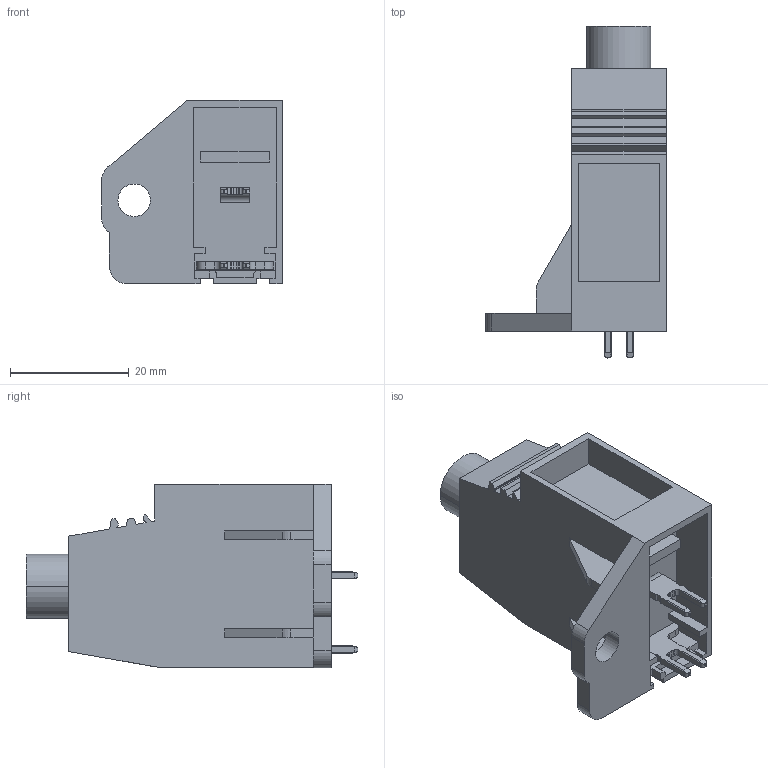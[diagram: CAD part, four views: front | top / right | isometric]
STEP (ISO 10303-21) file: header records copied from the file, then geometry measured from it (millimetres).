
FILE_DESCRIPTION(('CATIA V5 STEP Exchange','CAx-IF Rec.Pracs.--- Model Styling and Organization---1.2---2011-12-15'),'2;1');
FILE_NAME ('D1447681_0_1047440000_1047440000.stp','2016-10-04T11:02:52+00:00',('none'),('Weidmueller'),'CATIA Version 5-6 Release 2014','CATIA V5 STEP AP214','none');
FILE_SCHEMA(('AUTOMOTIVE_DESIGN { 1 0 10303 214 1 1 1 1 }'));
Length unit declared in the file: millimetre
Products named in the file (1): 1047440000_S
Bounding box: 30.5 x 56 x 31 mm (x, y, z)
Volume: 16974.4 mm3; surface area: 8164 mm2
Topology: 4 solids, 4 shells, 223 faces, 627 edges, 416 vertices
Faces by surface type: plane 157, cylinder 64, extrusion 2
Entity records: 7036 total; most frequent: CARTESIAN_POINT 1505, ORIENTED_EDGE 1254, DIRECTION 887, EDGE_CURVE 627, VECTOR 471, LINE 469, VERTEX_POINT 416, AXIS2_PLACEMENT_3D 258
